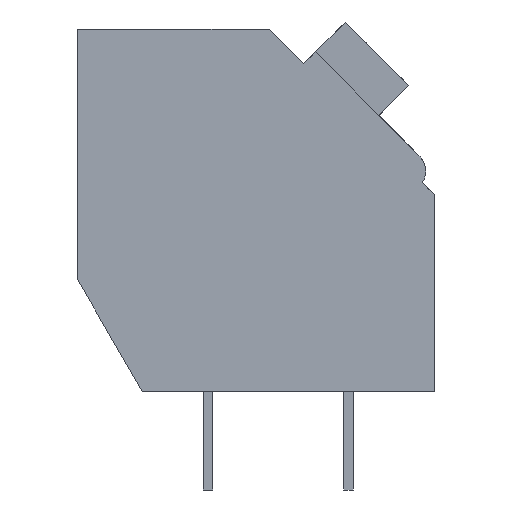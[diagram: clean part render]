
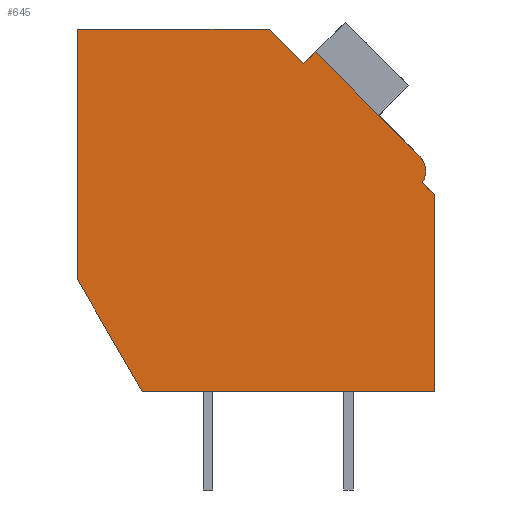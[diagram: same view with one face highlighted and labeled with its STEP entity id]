
A CAD part, left-side view. The second image highlights one B-rep face of the part: STEP entity #645.
In plain terms, the highlighted planar face has unit normal (-1, 0, 0).
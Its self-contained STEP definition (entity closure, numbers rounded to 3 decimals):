
#577=AXIS2_PLACEMENT_3D('Plane Axis2P3D',#574,#575,#576) ;
#588=AXIS2_PLACEMENT_3D('Circle Axis2P3D',#586,#587,$) ;
#49=CARTESIAN_POINT('Vertex',(0.,0.,3.5)) ;
#52=CARTESIAN_POINT('Line Origine',(0.,5.199,3.5)) ;
#56=CARTESIAN_POINT('Vertex',(0.,10.399,3.5)) ;
#135=CARTESIAN_POINT('Vertex',(0.,0.,10.518)) ;
#140=CARTESIAN_POINT('Line Origine',(0.,0.,7.009)) ;
#574=CARTESIAN_POINT('Axis2P3D Location',(0.,12.7,0.)) ;
#579=CARTESIAN_POINT('Line Origine',(0.,0.212,10.731)) ;
#583=CARTESIAN_POINT('Vertex',(0.,0.424,10.943)) ;
#586=CARTESIAN_POINT('Axis2P3D Location',(0.,1.113,11.349)) ;
#590=CARTESIAN_POINT('Vertex',(0.,0.548,11.915)) ;
#593=CARTESIAN_POINT('Line Origine',(0.,2.391,13.758)) ;
#597=CARTESIAN_POINT('Vertex',(0.,4.234,15.601)) ;
#600=CARTESIAN_POINT('Line Origine',(0.,4.446,15.389)) ;
#604=CARTESIAN_POINT('Vertex',(0.,4.659,15.177)) ;
#607=CARTESIAN_POINT('Line Origine',(0.,5.27,15.788)) ;
#611=CARTESIAN_POINT('Vertex',(0.,5.882,16.4)) ;
#614=CARTESIAN_POINT('Line Origine',(0.,9.291,16.4)) ;
#618=CARTESIAN_POINT('Vertex',(0.,12.7,16.4)) ;
#621=CARTESIAN_POINT('Line Origine',(0.,12.7,11.943)) ;
#625=CARTESIAN_POINT('Vertex',(0.,12.7,7.485)) ;
#628=CARTESIAN_POINT('Line Origine',(0.,11.55,5.493)) ;
#53=DIRECTION('Vector Direction',(0.,-1.,0.)) ;
#141=DIRECTION('Vector Direction',(0.,0.,1.)) ;
#575=DIRECTION('Axis2P3D Direction',(-1.,0.,0.)) ;
#576=DIRECTION('Axis2P3D XDirection',(0.,-1.,0.)) ;
#580=DIRECTION('Vector Direction',(0.,0.707,0.707)) ;
#587=DIRECTION('Axis2P3D Direction',(-1.,0.,0.)) ;
#594=DIRECTION('Vector Direction',(0.,-0.707,-0.707)) ;
#601=DIRECTION('Vector Direction',(0.,-0.707,0.707)) ;
#608=DIRECTION('Vector Direction',(0.,0.707,0.707)) ;
#615=DIRECTION('Vector Direction',(0.,-1.,0.)) ;
#622=DIRECTION('Vector Direction',(0.,0.,-1.)) ;
#629=DIRECTION('Vector Direction',(0.,-0.5,-0.866)) ;
#54=VECTOR('Line Direction',#53,1.) ;
#142=VECTOR('Line Direction',#141,1.) ;
#581=VECTOR('Line Direction',#580,1.) ;
#595=VECTOR('Line Direction',#594,1.) ;
#602=VECTOR('Line Direction',#601,1.) ;
#609=VECTOR('Line Direction',#608,1.) ;
#616=VECTOR('Line Direction',#615,1.) ;
#623=VECTOR('Line Direction',#622,1.) ;
#630=VECTOR('Line Direction',#629,1.) ;
#634=ORIENTED_EDGE('',*,*,#58,.T.) ;
#635=ORIENTED_EDGE('',*,*,#144,.T.) ;
#636=ORIENTED_EDGE('',*,*,#585,.T.) ;
#637=ORIENTED_EDGE('',*,*,#592,.T.) ;
#638=ORIENTED_EDGE('',*,*,#599,.T.) ;
#639=ORIENTED_EDGE('',*,*,#606,.T.) ;
#640=ORIENTED_EDGE('',*,*,#613,.T.) ;
#641=ORIENTED_EDGE('',*,*,#620,.T.) ;
#642=ORIENTED_EDGE('',*,*,#627,.T.) ;
#643=ORIENTED_EDGE('',*,*,#632,.T.) ;
#645=ADVANCED_FACE('HOUSING',(#644),#578,.T.) ;
#589=CIRCLE('generated circle',#588,0.8) ;
#58=EDGE_CURVE('',#57,#50,#55,.T.) ;
#144=EDGE_CURVE('',#50,#136,#143,.T.) ;
#585=EDGE_CURVE('',#136,#584,#582,.T.) ;
#592=EDGE_CURVE('',#584,#591,#589,.T.) ;
#599=EDGE_CURVE('',#591,#598,#596,.F.) ;
#606=EDGE_CURVE('',#598,#605,#603,.F.) ;
#613=EDGE_CURVE('',#605,#612,#610,.T.) ;
#620=EDGE_CURVE('',#612,#619,#617,.F.) ;
#627=EDGE_CURVE('',#619,#626,#624,.T.) ;
#632=EDGE_CURVE('',#626,#57,#631,.T.) ;
#633=EDGE_LOOP('',(#634,#635,#636,#637,#638,#639,#640,#641,#642,#643)) ;
#644=FACE_OUTER_BOUND('',#633,.T.) ;
#55=LINE('Line',#52,#54) ;
#143=LINE('Line',#140,#142) ;
#582=LINE('Line',#579,#581) ;
#596=LINE('Line',#593,#595) ;
#603=LINE('Line',#600,#602) ;
#610=LINE('Line',#607,#609) ;
#617=LINE('Line',#614,#616) ;
#624=LINE('Line',#621,#623) ;
#631=LINE('Line',#628,#630) ;
#578=PLANE('',#577) ;
#50=VERTEX_POINT('',#49) ;
#57=VERTEX_POINT('',#56) ;
#136=VERTEX_POINT('',#135) ;
#584=VERTEX_POINT('',#583) ;
#591=VERTEX_POINT('',#590) ;
#598=VERTEX_POINT('',#597) ;
#605=VERTEX_POINT('',#604) ;
#612=VERTEX_POINT('',#611) ;
#619=VERTEX_POINT('',#618) ;
#626=VERTEX_POINT('',#625) ;
